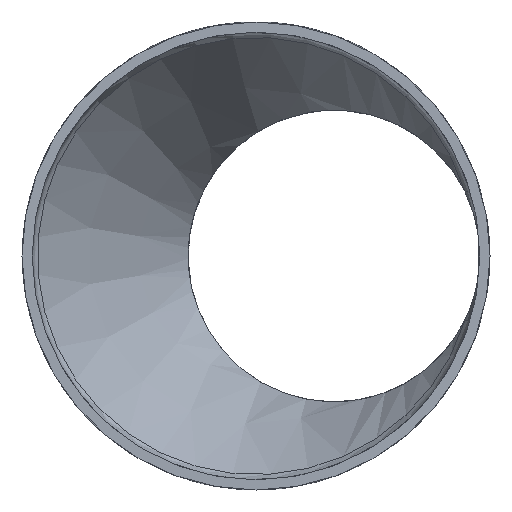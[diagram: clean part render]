
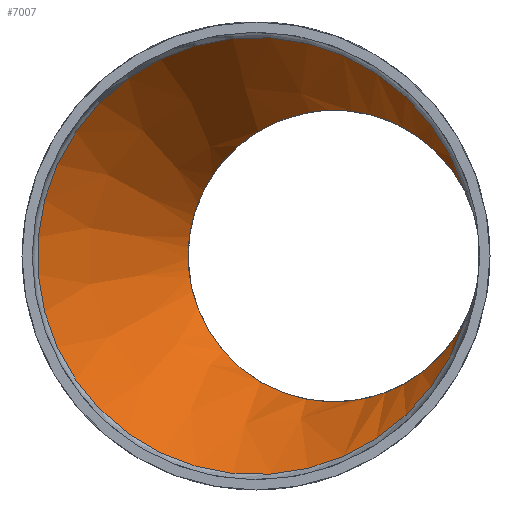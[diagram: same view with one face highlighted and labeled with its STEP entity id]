
A CAD part, left-side view. The second image highlights one B-rep face of the part: STEP entity #7007.
In plain terms, the highlighted conical face has half-angle 30 degrees and reference radius 22.276 mm.
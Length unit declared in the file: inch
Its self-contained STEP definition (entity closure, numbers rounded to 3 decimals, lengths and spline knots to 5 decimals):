
#13=CONICAL_SURFACE('',#7344,0.87699,30.);
#807=FACE_OUTER_BOUND('',#1224,.T.);
#1224=EDGE_LOOP('',(#6536,#6537));
#1668=B_SPLINE_CURVE_WITH_KNOTS('',3,(#16031,#16032,#16033,#16034,#16035,
#16036,#16037,#16038,#16039,#16040,#16041,#16042,#16043,#16044,#16045,#16046,
#16047,#16048,#16049,#16050,#16051,#16052,#16053,#16054,#16055,#16056,#16057,
#16058,#16059,#16060,#16061,#16062,#16063,#16064,#16065,#16066,#16067,#16068,
#16069,#16070,#16071,#16072,#16073,#16074,#16075,#16076,#16077,#16078,#16079,
#16080,#16081,#16082,#16083,#16084,#16085,#16086,#16087,#16088,#16089,#16090,
#16091,#16092,#16093,#16094,#16095,#16096,#16097,#16098,#16099,#16100,#16101,
#16102,#16103,#16104,#16105,#16106,#16107,#16108,#16109,#16110,#16111,#16112,
#16113,#16114,#16115,#16116,#16117,#16118,#16119,#16120,#16121,#16122,#16123,
#16124,#16125,#16126,#16127,#16128,#16129,#16130),.UNSPECIFIED.,.F.,.F.,
(4,3,3,3,3,3,3,3,3,3,3,3,3,3,3,3,3,3,3,3,3,3,3,3,3,3,3,3,3,3,3,3,3,4),(9.4999,
9.69375,9.86708,10.47213,10.93108,11.16119,
12.25108,13.32303,13.78563,14.07677,14.31785,
15.20034,15.77306,16.10136,16.27716,16.65958,
16.92913,17.08297,17.45944,17.68919,17.86686,
18.68331,19.39338,19.68883,19.9335,21.04109,
22.13102,22.51177,22.75225,23.3768,23.8714,
24.13037,24.31585,24.36389),.UNSPECIFIED.);
#1802=CIRCLE('',#7341,1.40151);
#3408=VERTEX_POINT('',#15928);
#3409=VERTEX_POINT('',#15930);
#4452=EDGE_CURVE('',#3408,#3409,#1802,.T.);
#4459=EDGE_CURVE('',#3408,#3409,#1668,.T.);
#6536=ORIENTED_EDGE('',*,*,#4452,.F.);
#6537=ORIENTED_EDGE('',*,*,#4459,.T.);
#7007=ADVANCED_FACE('',(#807),#13,.F.);
#7341=AXIS2_PLACEMENT_3D('',#15931,#8454,#8455);
#7344=AXIS2_PLACEMENT_3D('',#16030,#8460,#8461);
#8454=DIRECTION('center_axis',(1.,0.,0.));
#8455=DIRECTION('ref_axis',(0.,1.,0.));
#8460=DIRECTION('center_axis',(-1.,0.,0.));
#8461=DIRECTION('ref_axis',(0.,1.,0.));
#15928=CARTESIAN_POINT('',(0.50001,-1.34,-0.41065));
#15930=CARTESIAN_POINT('',(0.50001,-1.34,0.41065));
#15931=CARTESIAN_POINT('Origin',(0.50001,0.,0.));
#16030=CARTESIAN_POINT('Origin',(1.4085,0.,0.));
#16031=CARTESIAN_POINT('Ctrl Pts',(0.50001,-1.34,
-0.41065));
#16032=CARTESIAN_POINT('Ctrl Pts',(0.50699,-1.3287,
-0.43375));
#16033=CARTESIAN_POINT('Ctrl Pts',(0.51445,-1.31669,
-0.4559));
#16034=CARTESIAN_POINT('Ctrl Pts',(0.52222,-1.30423,
-0.47691));
#16035=CARTESIAN_POINT('Ctrl Pts',(0.52917,-1.29308,
-0.49571));
#16036=CARTESIAN_POINT('Ctrl Pts',(0.53647,-1.28142,
-0.5139));
#16037=CARTESIAN_POINT('Ctrl Pts',(0.54436,-1.26888,-0.53202));
#16038=CARTESIAN_POINT('Ctrl Pts',(0.5719,-1.22513,-0.59525));
#16039=CARTESIAN_POINT('Ctrl Pts',(0.60583,-1.17201,
-0.65463));
#16040=CARTESIAN_POINT('Ctrl Pts',(0.6439,-1.11405,
-0.70511));
#16041=CARTESIAN_POINT('Ctrl Pts',(0.67278,-1.07008,
-0.74339));
#16042=CARTESIAN_POINT('Ctrl Pts',(0.70402,-1.02338,
-0.77668));
#16043=CARTESIAN_POINT('Ctrl Pts',(0.73589,-0.97682,
-0.80428));
#16044=CARTESIAN_POINT('Ctrl Pts',(0.75186,-0.95348,
-0.81812));
#16045=CARTESIAN_POINT('Ctrl Pts',(0.76787,-0.93034,
-0.83047));
#16046=CARTESIAN_POINT('Ctrl Pts',(0.78399,-0.90731,
-0.84162));
#16047=CARTESIAN_POINT('Ctrl Pts',(0.86034,-0.79821,
-0.89442));
#16048=CARTESIAN_POINT('Ctrl Pts',(0.9473,-0.67992,
-0.92505));
#16049=CARTESIAN_POINT('Ctrl Pts',(1.0407,-0.56244,
-0.93291));
#16050=CARTESIAN_POINT('Ctrl Pts',(1.13256,-0.44689,
-0.94065));
#16051=CARTESIAN_POINT('Ctrl Pts',(1.23063,-0.33229,
-0.92641));
#16052=CARTESIAN_POINT('Ctrl Pts',(1.32954,-0.22693,
-0.89424));
#16053=CARTESIAN_POINT('Ctrl Pts',(1.37222,-0.18146,
-0.88035));
#16054=CARTESIAN_POINT('Ctrl Pts',(1.41502,-0.1377,
-0.86318));
#16055=CARTESIAN_POINT('Ctrl Pts',(1.45739,-0.09618,
-0.8433));
#16056=CARTESIAN_POINT('Ctrl Pts',(1.48405,-0.07004,
-0.83078));
#16057=CARTESIAN_POINT('Ctrl Pts',(1.51055,-0.04479,
-0.8172));
#16058=CARTESIAN_POINT('Ctrl Pts',(1.53671,-0.02054,
-0.80271));
#16059=CARTESIAN_POINT('Ctrl Pts',(1.55837,-0.00045,
-0.79071));
#16060=CARTESIAN_POINT('Ctrl Pts',(1.57981,0.01897,
-0.77812));
#16061=CARTESIAN_POINT('Ctrl Pts',(1.60185,0.03845,
-0.7644));
#16062=CARTESIAN_POINT('Ctrl Pts',(1.68252,0.10975,-0.71417));
#16063=CARTESIAN_POINT('Ctrl Pts',(1.76813,0.17838,-0.65039));
#16064=CARTESIAN_POINT('Ctrl Pts',(1.84927,0.2367,-0.57576));
#16065=CARTESIAN_POINT('Ctrl Pts',(1.90192,0.27455,-0.52733));
#16066=CARTESIAN_POINT('Ctrl Pts',(1.95271,0.30818,-0.47442));
#16067=CARTESIAN_POINT('Ctrl Pts',(1.99839,0.33648,-0.41776));
#16068=CARTESIAN_POINT('Ctrl Pts',(2.02458,0.3527,-0.38528));
#16069=CARTESIAN_POINT('Ctrl Pts',(2.04908,0.36718,-0.35156));
#16070=CARTESIAN_POINT('Ctrl Pts',(2.07111,0.37976,-0.31661));
#16071=CARTESIAN_POINT('Ctrl Pts',(2.08291,0.3865,-0.2979));
#16072=CARTESIAN_POINT('Ctrl Pts',(2.09437,0.3929,-0.27825));
#16073=CARTESIAN_POINT('Ctrl Pts',(2.10528,0.39888,-0.25736));
#16074=CARTESIAN_POINT('Ctrl Pts',(2.12902,0.41189,-0.21193));
#16075=CARTESIAN_POINT('Ctrl Pts',(2.14933,0.42243,-0.16143));
#16076=CARTESIAN_POINT('Ctrl Pts',(2.16128,0.42853,-0.10979));
#16077=CARTESIAN_POINT('Ctrl Pts',(2.16971,0.43284,-0.0734));
#16078=CARTESIAN_POINT('Ctrl Pts',(2.17397,0.43496,-0.0365));
#16079=CARTESIAN_POINT('Ctrl Pts',(2.17405,0.435,-0.00109));
#16080=CARTESIAN_POINT('Ctrl Pts',(2.1741,0.43502,0.01912));
#16081=CARTESIAN_POINT('Ctrl Pts',(2.17283,0.43439,0.03976));
#16082=CARTESIAN_POINT('Ctrl Pts',(2.17015,0.43304,0.06056));
#16083=CARTESIAN_POINT('Ctrl Pts',(2.16361,0.42973,0.11147));
#16084=CARTESIAN_POINT('Ctrl Pts',(2.14831,0.42199,0.16291));
#16085=CARTESIAN_POINT('Ctrl Pts',(2.12769,0.41099,0.21051));
#16086=CARTESIAN_POINT('Ctrl Pts',(2.1151,0.40428,0.23956));
#16087=CARTESIAN_POINT('Ctrl Pts',(2.10064,0.3964,0.26723));
#16088=CARTESIAN_POINT('Ctrl Pts',(2.08562,0.38798,0.29279));
#16089=CARTESIAN_POINT('Ctrl Pts',(2.07401,0.38146,0.31255));
#16090=CARTESIAN_POINT('Ctrl Pts',(2.06209,0.37464,0.3311));
#16091=CARTESIAN_POINT('Ctrl Pts',(2.04936,0.36719,0.34959));
#16092=CARTESIAN_POINT('Ctrl Pts',(1.99085,0.33293,0.43455));
#16093=CARTESIAN_POINT('Ctrl Pts',(1.91904,0.28712,0.51218));
#16094=CARTESIAN_POINT('Ctrl Pts',(1.84378,0.23275,0.58078));
#16095=CARTESIAN_POINT('Ctrl Pts',(1.77833,0.18546,0.64044));
#16096=CARTESIAN_POINT('Ctrl Pts',(1.71011,0.13167,0.69307));
#16097=CARTESIAN_POINT('Ctrl Pts',(1.64407,0.07517,
0.73716));
#16098=CARTESIAN_POINT('Ctrl Pts',(1.6166,0.05166,0.7555));
#16099=CARTESIAN_POINT('Ctrl Pts',(1.58949,0.02771,
0.77238));
#16100=CARTESIAN_POINT('Ctrl Pts',(1.56307,0.00368,
0.78774));
#16101=CARTESIAN_POINT('Ctrl Pts',(1.54119,-0.01622,
0.80046));
#16102=CARTESIAN_POINT('Ctrl Pts',(1.51922,-0.03669,
0.81249));
#16103=CARTESIAN_POINT('Ctrl Pts',(1.49699,-0.05789,
0.82387));
#16104=CARTESIAN_POINT('Ctrl Pts',(1.39635,-0.15387,
0.87537));
#16105=CARTESIAN_POINT('Ctrl Pts',(1.29228,-0.26374,
0.91218));
#16106=CARTESIAN_POINT('Ctrl Pts',(1.1921,-0.37964,
0.92722));
#16107=CARTESIAN_POINT('Ctrl Pts',(1.09351,-0.4937,
0.94203));
#16108=CARTESIAN_POINT('Ctrl Pts',(0.99858,-0.61352,
0.93576));
#16109=CARTESIAN_POINT('Ctrl Pts',(0.91224,-0.72952,
0.90639));
#16110=CARTESIAN_POINT('Ctrl Pts',(0.88208,-0.77004,
0.89613));
#16111=CARTESIAN_POINT('Ctrl Pts',(0.85296,-0.81008,
0.88309));
#16112=CARTESIAN_POINT('Ctrl Pts',(0.82504,-0.84921,
0.86734));
#16113=CARTESIAN_POINT('Ctrl Pts',(0.80741,-0.87393,
0.85739));
#16114=CARTESIAN_POINT('Ctrl Pts',(0.79036,-0.89813,
0.84643));
#16115=CARTESIAN_POINT('Ctrl Pts',(0.7736,-0.92219,0.83426));
#16116=CARTESIAN_POINT('Ctrl Pts',(0.73009,-0.98468,
0.80263));
#16117=CARTESIAN_POINT('Ctrl Pts',(0.68621,-1.04971,
0.76048));
#16118=CARTESIAN_POINT('Ctrl Pts',(0.64671,-1.10977,
0.70881));
#16119=CARTESIAN_POINT('Ctrl Pts',(0.61543,-1.15733,
0.66789));
#16120=CARTESIAN_POINT('Ctrl Pts',(0.58683,-1.20182,0.62105));
#16121=CARTESIAN_POINT('Ctrl Pts',(0.56226,-1.24056,
0.57079));
#16122=CARTESIAN_POINT('Ctrl Pts',(0.54939,-1.26084,
0.54447));
#16123=CARTESIAN_POINT('Ctrl Pts',(0.53762,-1.27957,
0.51725));
#16124=CARTESIAN_POINT('Ctrl Pts',(0.52703,-1.29652,0.48968));
#16125=CARTESIAN_POINT('Ctrl Pts',(0.51944,-1.30866,
0.46993));
#16126=CARTESIAN_POINT('Ctrl Pts',(0.51218,-1.32034,
0.44928));
#16127=CARTESIAN_POINT('Ctrl Pts',(0.50528,-1.33147,
0.42764));
#16128=CARTESIAN_POINT('Ctrl Pts',(0.5035,-1.33436,
0.42204));
#16129=CARTESIAN_POINT('Ctrl Pts',(0.50174,-1.3372,
0.41637));
#16130=CARTESIAN_POINT('Ctrl Pts',(0.50001,-1.34,
0.41065));
